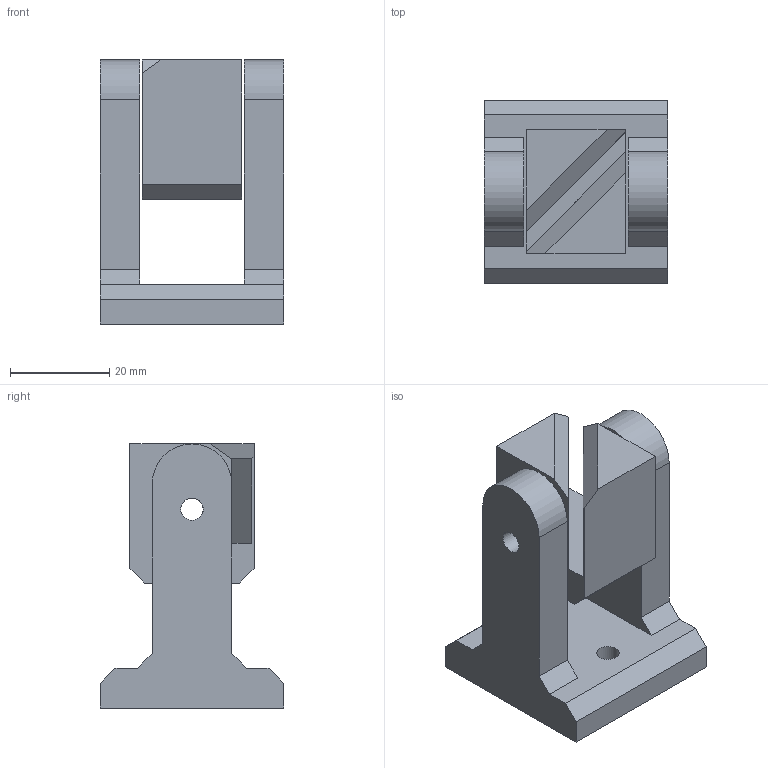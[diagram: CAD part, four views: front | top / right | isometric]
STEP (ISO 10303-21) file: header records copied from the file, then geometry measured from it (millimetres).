
FILE_DESCRIPTION(('FreeCAD Model'),'2;1');
FILE_NAME('Open CASCADE Shape Model','2024-08-30T22:49:12',('Author'),( ''),'Open CASCADE STEP processor 7.7','Ondsel','Unknown');
FILE_SCHEMA(('AUTOMOTIVE_DESIGN { 1 0 10303 214 1 1 1 1 }'));
Length unit declared in the file: millimetre
Products named in the file (3): Assembly; HindgeHolder; Hindge
Assembly tree (2 placements, depth 2):
  Assembly
    HindgeHolder
    Hindge
Bounding box: 37 x 37 x 53.15 mm (x, y, z)
Volume: 33097.1 mm3; surface area: 12615.7 mm2
Topology: 2 solids, 2 shells, 40 faces, 116 edges, 80 vertices
Faces by surface type: plane 32, cylinder 8
Full cylindrical faces by diameter (mm): 4.5 x6
Entity records: 3003 total; most frequent: CARTESIAN_POINT 583, DIRECTION 443, LINE 306, VECTOR 306, ORIENTED_EDGE 232, PCURVE 232, DEFINITIONAL_REPRESENTATION 232, EDGE_CURVE 116
